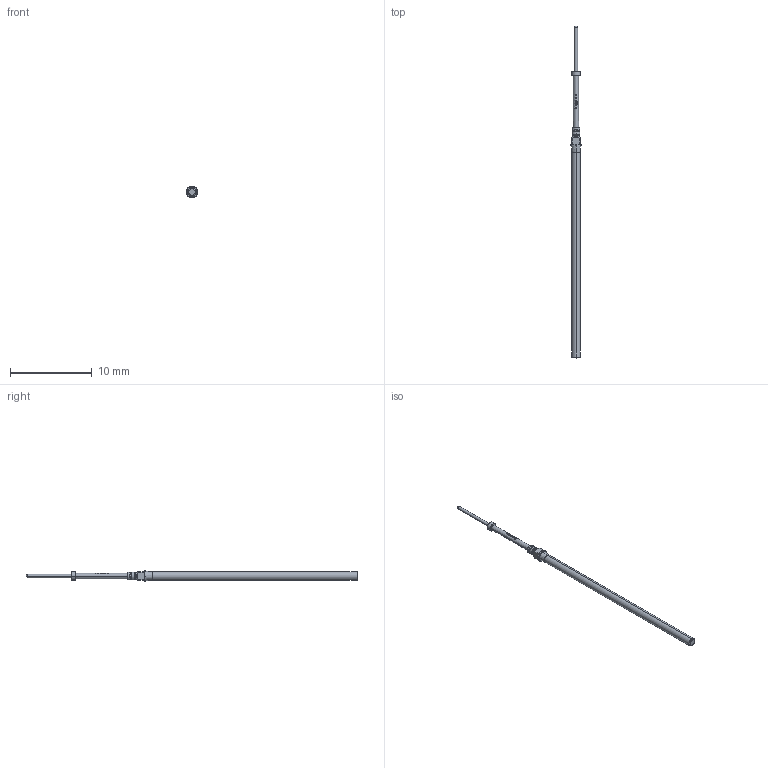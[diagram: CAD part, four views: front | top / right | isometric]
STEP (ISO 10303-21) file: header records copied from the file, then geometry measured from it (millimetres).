
FILE_DESCRIPTION (( 'STEP AP203' ), '1' );
FILE_NAME ('INGUN_T-075_305_040_560_100Axx02M.STEP', '2023-09-11T09:44:37', ( '' ), ( '' ), 'SwSTEP 2.0', 'SolidWorks 2021', '' );
FILE_SCHEMA (( 'CONFIG_CONTROL_DESIGN' ));
Length unit declared in the file: millimetre
Products named in the file (1): INGUN_T-075_305_040_560_100Axx02M
Bounding box: 1.4 x 40.7 x 1.4 mm (x, y, z)
Volume: 25.6 mm3; surface area: 114.5 mm2
Topology: 1 solids, 1 shells, 102 faces, 254 edges, 163 vertices
Faces by surface type: bspline 52, cone 14, cylinder 14, plane 13, torus 8, sphere 1
Entity records: 3962 total; most frequent: CARTESIAN_POINT 1894, ORIENTED_EDGE 504, EDGE_CURVE 252, DIRECTION 248, VERTEX_POINT 162, B_SPLINE_CURVE_WITH_KNOTS 162, EDGE_LOOP 112, AXIS2_PLACEMENT_3D 107
